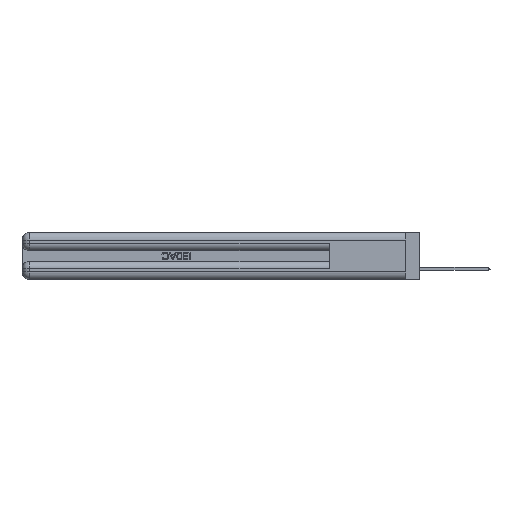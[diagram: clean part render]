
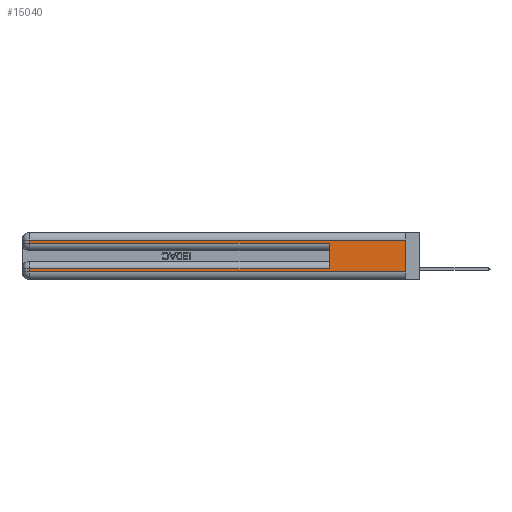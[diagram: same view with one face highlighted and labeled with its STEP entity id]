
A CAD part, left-side view. The second image highlights one B-rep face of the part: STEP entity #15040.
In plain terms, the highlighted planar face has unit normal (-1, 0, 0).
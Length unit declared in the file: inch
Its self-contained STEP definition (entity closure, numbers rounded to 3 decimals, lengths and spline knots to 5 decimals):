
#264 = VECTOR ( 'NONE', #5774, 39.37008 ) ;
#2554 = CARTESIAN_POINT ( 'NONE',  ( 0., 0., 0.06 ) ) ;
#2668 = CARTESIAN_POINT ( 'NONE',  ( 0., 0.6, 0.085 ) ) ;
#3295 = VERTEX_POINT ( 'NONE', #32200 ) ;
#5774 = DIRECTION ( 'NONE',  ( 0., 1., 0. ) ) ;
#6026 = DIRECTION ( 'NONE',  ( 0., 0., -1. ) ) ;
#6229 = PLANE ( 'NONE',  #44706 ) ;
#7231 = CARTESIAN_POINT ( 'NONE',  ( 0., 0.6, 0.285 ) ) ;
#8018 = VERTEX_POINT ( 'NONE', #7231 ) ;
#9003 = EDGE_CURVE ( 'NONE', #13102, #11477, #32844, .T. ) ;
#9613 = DIRECTION ( 'NONE',  ( 0., 0., -1. ) ) ;
#10270 = DIRECTION ( 'NONE',  ( 0., 0., -1. ) ) ;
#10456 = DIRECTION ( 'NONE',  ( 0., 0., 1. ) ) ;
#10528 = VERTEX_POINT ( 'NONE', #2668 ) ;
#11477 = VERTEX_POINT ( 'NONE', #36043 ) ;
#11895 = CARTESIAN_POINT ( 'NONE',  ( 0., 2.94, 0.085 ) ) ;
#13102 = VERTEX_POINT ( 'NONE', #23003 ) ;
#14863 = CARTESIAN_POINT ( 'NONE',  ( 0., 0., 0.31 ) ) ;
#15040 = ADVANCED_FACE ( 'NONE', ( #53999 ), #6229, .F. ) ;
#16241 = VECTOR ( 'NONE', #48823, 39.37008 ) ;
#16348 = LINE ( 'NONE', #28337, #16946 ) ;
#16946 = VECTOR ( 'NONE', #53019, 39.37008 ) ;
#17635 = VERTEX_POINT ( 'NONE', #40124 ) ;
#19040 = ORIENTED_EDGE ( 'NONE', *, *, #35190, .T. ) ;
#20253 = ORIENTED_EDGE ( 'NONE', *, *, #20357, .T. ) ;
#20357 = EDGE_CURVE ( 'NONE', #17635, #8018, #44070, .T. ) ;
#21708 = LINE ( 'NONE', #2554, #34942 ) ;
#22845 = DIRECTION ( 'NONE',  ( 1., 0., 0. ) ) ;
#23003 = CARTESIAN_POINT ( 'NONE',  ( 0., 0., 0.31 ) ) ;
#23376 = EDGE_CURVE ( 'NONE', #13102, #3295, #33098, .T. ) ;
#24586 = EDGE_CURVE ( 'NONE', #10528, #8018, #44027, .T. ) ;
#26475 = ORIENTED_EDGE ( 'NONE', *, *, #24586, .F. ) ;
#27498 = CARTESIAN_POINT ( 'NONE',  ( 0., 0., 0.37 ) ) ;
#28337 = CARTESIAN_POINT ( 'NONE',  ( 0., 2.94, 0.37 ) ) ;
#29543 = CARTESIAN_POINT ( 'NONE',  ( 0., 2.94, 0.06 ) ) ;
#31149 = DIRECTION ( 'NONE',  ( 0., -1., 0. ) ) ;
#31198 = VECTOR ( 'NONE', #9613, 39.37008 ) ;
#31285 = EDGE_CURVE ( 'NONE', #11477, #17635, #16348, .T. ) ;
#31342 = CARTESIAN_POINT ( 'NONE',  ( 0., 0., 0.285 ) ) ;
#31387 = CARTESIAN_POINT ( 'NONE',  ( 0., 0., 0.37 ) ) ;
#32180 = CARTESIAN_POINT ( 'NONE',  ( 0., 0.6, 0.145 ) ) ;
#32200 = CARTESIAN_POINT ( 'NONE',  ( 0., 0., 0.06 ) ) ;
#32280 = ORIENTED_EDGE ( 'NONE', *, *, #23376, .F. ) ;
#32285 = DIRECTION ( 'NONE',  ( 0., -1., 0. ) ) ;
#32844 = LINE ( 'NONE', #14863, #264 ) ;
#33098 = LINE ( 'NONE', #31387, #39550 ) ;
#34329 = VECTOR ( 'NONE', #31149, 39.37008 ) ;
#34942 = VECTOR ( 'NONE', #32285, 39.37008 ) ;
#35190 = EDGE_CURVE ( 'NONE', #10528, #41237, #36052, .T. ) ;
#36043 = CARTESIAN_POINT ( 'NONE',  ( 0., 2.94, 0.31 ) ) ;
#36052 = LINE ( 'NONE', #36703, #16241 ) ;
#36703 = CARTESIAN_POINT ( 'NONE',  ( 0., 0., 0.085 ) ) ;
#39550 = VECTOR ( 'NONE', #10270, 39.37008 ) ;
#40124 = CARTESIAN_POINT ( 'NONE',  ( 0., 2.94, 0.285 ) ) ;
#40554 = ORIENTED_EDGE ( 'NONE', *, *, #9003, .T. ) ;
#41031 = ORIENTED_EDGE ( 'NONE', *, *, #45613, .T. ) ;
#41237 = VERTEX_POINT ( 'NONE', #11895 ) ;
#43188 = VERTEX_POINT ( 'NONE', #29543 ) ;
#43718 = LINE ( 'NONE', #47153, #31198 ) ;
#44027 = LINE ( 'NONE', #32180, #48686 ) ;
#44070 = LINE ( 'NONE', #31342, #34329 ) ;
#44706 = AXIS2_PLACEMENT_3D ( 'NONE', #27498, #22845, #6026 ) ;
#45613 = EDGE_CURVE ( 'NONE', #43188, #3295, #21708, .T. ) ;
#46309 = EDGE_LOOP ( 'NONE', ( #32280, #40554, #47857, #20253, #26475, #19040, #49334, #41031 ) ) ;
#47153 = CARTESIAN_POINT ( 'NONE',  ( 0., 2.94, 0.37 ) ) ;
#47857 = ORIENTED_EDGE ( 'NONE', *, *, #31285, .T. ) ;
#48347 = EDGE_CURVE ( 'NONE', #41237, #43188, #43718, .T. ) ;
#48686 = VECTOR ( 'NONE', #10456, 39.37008 ) ;
#48823 = DIRECTION ( 'NONE',  ( 0., 1., 0. ) ) ;
#49334 = ORIENTED_EDGE ( 'NONE', *, *, #48347, .T. ) ;
#53019 = DIRECTION ( 'NONE',  ( 0., 0., -1. ) ) ;
#53999 = FACE_OUTER_BOUND ( 'NONE', #46309, .T. ) ;
